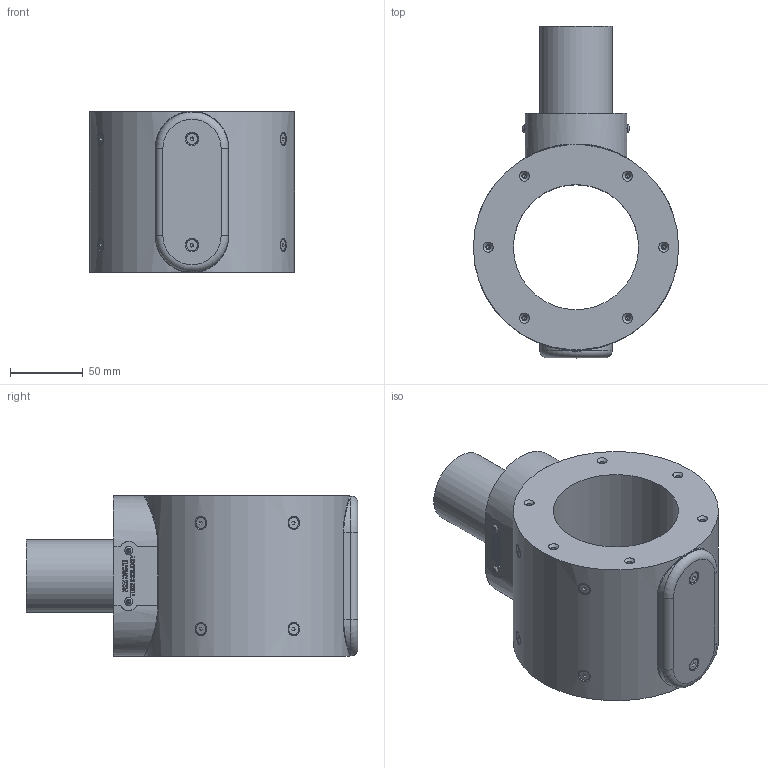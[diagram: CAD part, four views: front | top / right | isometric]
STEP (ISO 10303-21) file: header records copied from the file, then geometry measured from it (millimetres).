
FILE_DESCRIPTION (( 'STEP AP214' ), '1' );
FILE_NAME ('P-086-030-rev-E-ST.STEP', '2025-11-06T14:11:16', ( '' ), ( '' ), 'SwSTEP 2.0', 'SolidWorks 2024', '' );
FILE_SCHEMA (( 'AUTOMOTIVE_DESIGN' ));
Length unit declared in the file: millimetre
Products named in the file (1): P-086-030-rev-E-ST
Bounding box: 141 x 228 x 110 mm (x, y, z)
Volume: 1382442.1 mm3; surface area: 121873.3 mm2
Topology: 1 solids, 2 shells, 735 faces, 1863 edges, 1204 vertices
Faces by surface type: plane 461, bspline 143, cylinder 72, cone 53, sphere 4, torus 2
Full cylindrical faces by diameter (mm): 2.5 x12, 3.4 x12, 5.7 x4, 7.64 x10, 8.5 x6, 50 x1, 86 x1
Entity records: 32930 total; most frequent: CARTESIAN_POINT 9678, ORIENTED_EDGE 3438, DIRECTION 2445, EDGE_CURVE 1719, VERTEX_POINT 1165, EDGE_LOOP 914, VECTOR 875, LINE 875
